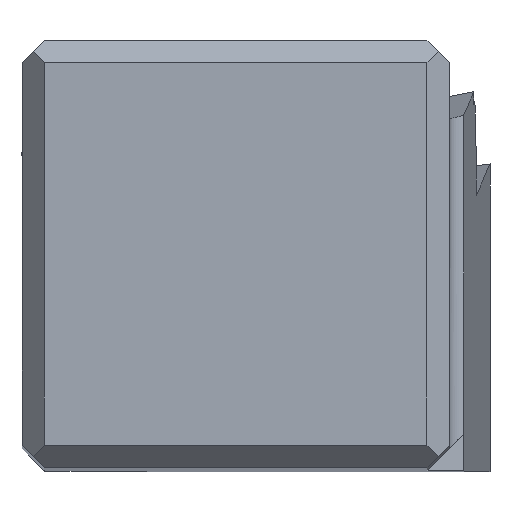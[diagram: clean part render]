
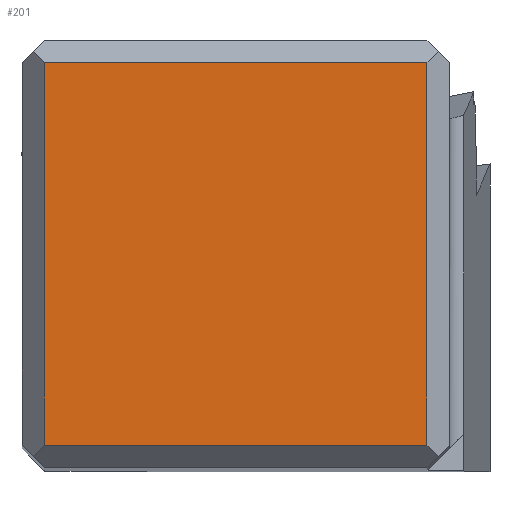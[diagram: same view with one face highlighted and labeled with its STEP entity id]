
A CAD part, top view. The second image highlights one B-rep face of the part: STEP entity #201.
In plain terms, the highlighted planar face has unit normal (0, 0, 1).
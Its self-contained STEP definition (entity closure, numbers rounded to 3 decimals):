
#138=FACE_OUTER_BOUND('',#312,.T.);
#201=ADVANCED_FACE('',(#138),#266,.T.);
#266=PLANE('',#1346);
#312=EDGE_LOOP('',(#443,#444,#445,#446));
#443=ORIENTED_EDGE('',*,*,#896,.F.);
#444=ORIENTED_EDGE('',*,*,#897,.T.);
#445=ORIENTED_EDGE('',*,*,#898,.T.);
#446=ORIENTED_EDGE('',*,*,#870,.F.);
#747=VERTEX_POINT('',#1863);
#748=VERTEX_POINT('',#1865);
#766=VERTEX_POINT('',#1913);
#767=VERTEX_POINT('',#1917);
#870=EDGE_CURVE('',#747,#748,#1045,.T.);
#896=EDGE_CURVE('',#766,#747,#1068,.T.);
#897=EDGE_CURVE('',#766,#767,#1069,.T.);
#898=EDGE_CURVE('',#767,#748,#1070,.T.);
#1045=LINE('',#1864,#1163);
#1068=LINE('',#1914,#1186);
#1069=LINE('',#1916,#1187);
#1070=LINE('',#1918,#1188);
#1163=VECTOR('',#1500,1.);
#1186=VECTOR('',#1539,1.);
#1187=VECTOR('',#1542,1.);
#1188=VECTOR('',#1543,1.);
#1346=AXIS2_PLACEMENT_3D('',#1919,#1544,#1545);
#1500=DIRECTION('',(-1.,0.,0.));
#1539=DIRECTION('',(0.,-1.,0.));
#1542=DIRECTION('',(-1.,0.,0.));
#1543=DIRECTION('',(0.,-1.,0.));
#1544=DIRECTION('',(0.,0.,1.));
#1545=DIRECTION('',(1.,0.,0.));
#1863=CARTESIAN_POINT('',(18.05,1.,0.));
#1864=CARTESIAN_POINT('',(18.05,1.,0.));
#1865=CARTESIAN_POINT('',(1.,1.,0.));
#1913=CARTESIAN_POINT('',(18.05,18.05,0.));
#1914=CARTESIAN_POINT('',(18.05,18.05,0.));
#1916=CARTESIAN_POINT('',(18.05,18.05,0.));
#1917=CARTESIAN_POINT('',(1.,18.05,0.));
#1918=CARTESIAN_POINT('',(1.,18.05,0.));
#1919=CARTESIAN_POINT('',(9.525,9.525,0.));
